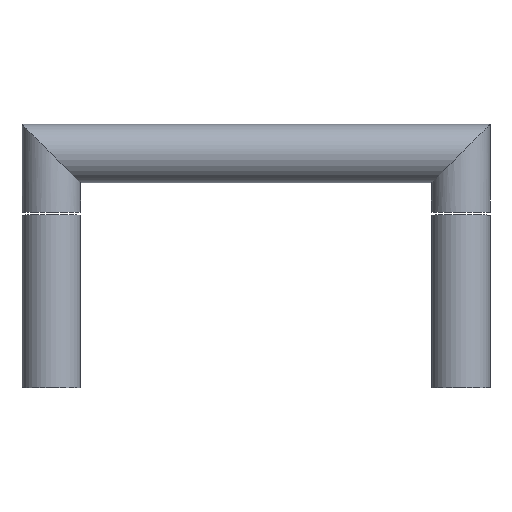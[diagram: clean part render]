
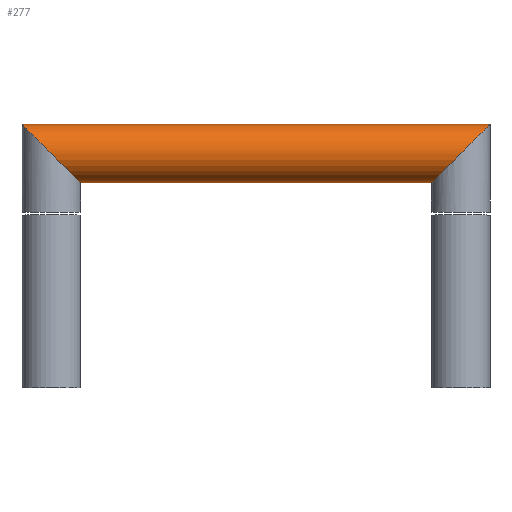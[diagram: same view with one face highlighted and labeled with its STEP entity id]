
A CAD part, top view. The second image highlights one B-rep face of the part: STEP entity #277.
In plain terms, the highlighted cylindrical face has radius 10 mm (diameter 20 mm), a partial arc.
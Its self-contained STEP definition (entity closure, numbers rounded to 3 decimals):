
#55=CARTESIAN_POINT('Axis2P3D Location',(0.,80.,0.)) ;
#60=CARTESIAN_POINT('Line Origine',(0.,70.,0.)) ;
#64=CARTESIAN_POINT('Vertex',(-60.,70.,0.)) ;
#66=CARTESIAN_POINT('Vertex',(60.,70.,0.)) ;
#101=CARTESIAN_POINT('Vertex',(-80.,90.,0.)) ;
#104=CARTESIAN_POINT('Line Origine',(0.,90.,0.)) ;
#108=CARTESIAN_POINT('Vertex',(80.,90.,0.)) ;
#186=CARTESIAN_POINT('Control Point',(80.,90.,0.)) ;
#187=CARTESIAN_POINT('Control Point',(80.,90.,1.15)) ;
#188=CARTESIAN_POINT('Control Point',(79.835,89.835,2.3)) ;
#189=CARTESIAN_POINT('Control Point',(79.504,89.504,3.381)) ;
#190=CARTESIAN_POINT('Control Point',(78.707,88.707,5.126)) ;
#191=CARTESIAN_POINT('Control Point',(77.632,87.632,6.53)) ;
#192=CARTESIAN_POINT('Control Point',(77.118,87.118,7.082)) ;
#193=CARTESIAN_POINT('Control Point',(75.518,85.518,8.515)) ;
#194=CARTESIAN_POINT('Control Point',(73.719,83.719,9.418)) ;
#195=CARTESIAN_POINT('Control Point',(72.493,82.493,9.806)) ;
#196=CARTESIAN_POINT('Control Point',(71.247,81.247,10.)) ;
#197=CARTESIAN_POINT('Control Point',(70.,80.,10.)) ;
#198=CARTESIAN_POINT('Vertex',(70.,80.,10.)) ;
#202=CARTESIAN_POINT('Control Point',(70.,80.,10.)) ;
#203=CARTESIAN_POINT('Control Point',(69.037,79.037,10.)) ;
#204=CARTESIAN_POINT('Control Point',(68.074,78.074,9.884)) ;
#205=CARTESIAN_POINT('Control Point',(67.12,77.12,9.652)) ;
#206=CARTESIAN_POINT('Control Point',(65.354,75.354,8.987)) ;
#207=CARTESIAN_POINT('Control Point',(63.712,73.712,7.861)) ;
#208=CARTESIAN_POINT('Control Point',(62.977,72.977,7.222)) ;
#209=CARTESIAN_POINT('Control Point',(61.974,71.974,6.103)) ;
#210=CARTESIAN_POINT('Control Point',(61.163,71.163,4.725)) ;
#211=CARTESIAN_POINT('Control Point',(60.924,70.924,4.25)) ;
#212=CARTESIAN_POINT('Control Point',(60.47,70.47,3.173)) ;
#213=CARTESIAN_POINT('Control Point',(60.168,70.168,1.993)) ;
#214=CARTESIAN_POINT('Control Point',(60.056,70.056,1.337)) ;
#215=CARTESIAN_POINT('Control Point',(60.,70.,0.668)) ;
#216=CARTESIAN_POINT('Control Point',(60.,70.,0.)) ;
#237=CARTESIAN_POINT('Control Point',(-70.,80.,10.)) ;
#238=CARTESIAN_POINT('Control Point',(-69.037,79.037,10.)) ;
#239=CARTESIAN_POINT('Control Point',(-68.074,78.074,9.884)) ;
#240=CARTESIAN_POINT('Control Point',(-67.12,77.12,9.652)) ;
#241=CARTESIAN_POINT('Control Point',(-65.354,75.354,8.987)) ;
#242=CARTESIAN_POINT('Control Point',(-63.712,73.712,7.861)) ;
#243=CARTESIAN_POINT('Control Point',(-62.977,72.977,7.222)) ;
#244=CARTESIAN_POINT('Control Point',(-61.974,71.974,6.103)) ;
#245=CARTESIAN_POINT('Control Point',(-61.163,71.163,4.725)) ;
#246=CARTESIAN_POINT('Control Point',(-60.924,70.924,4.25)) ;
#247=CARTESIAN_POINT('Control Point',(-60.47,70.47,3.173)) ;
#248=CARTESIAN_POINT('Control Point',(-60.168,70.168,1.993)) ;
#249=CARTESIAN_POINT('Control Point',(-60.056,70.056,1.337)) ;
#250=CARTESIAN_POINT('Control Point',(-60.,70.,0.668)) ;
#251=CARTESIAN_POINT('Control Point',(-60.,70.,0.)) ;
#252=CARTESIAN_POINT('Vertex',(-70.,80.,10.)) ;
#256=CARTESIAN_POINT('Control Point',(-80.,90.,0.)) ;
#257=CARTESIAN_POINT('Control Point',(-80.,90.,1.15)) ;
#258=CARTESIAN_POINT('Control Point',(-79.835,89.835,2.3)) ;
#259=CARTESIAN_POINT('Control Point',(-79.504,89.504,3.381)) ;
#260=CARTESIAN_POINT('Control Point',(-78.707,88.707,5.126)) ;
#261=CARTESIAN_POINT('Control Point',(-77.632,87.632,6.53)) ;
#262=CARTESIAN_POINT('Control Point',(-77.118,87.118,7.082)) ;
#263=CARTESIAN_POINT('Control Point',(-75.518,85.518,8.515)) ;
#264=CARTESIAN_POINT('Control Point',(-73.719,83.719,9.418)) ;
#265=CARTESIAN_POINT('Control Point',(-72.493,82.493,9.806)) ;
#266=CARTESIAN_POINT('Control Point',(-71.247,81.247,10.)) ;
#267=CARTESIAN_POINT('Control Point',(-70.,80.,10.)) ;
#62=VECTOR('Line Direction',#61,1.) ;
#106=VECTOR('Line Direction',#105,1.) ;
#56=DIRECTION('Axis2P3D Direction',(1.,0.,0.)) ;
#57=DIRECTION('Axis2P3D XDirection',(0.,1.,0.)) ;
#61=DIRECTION('Vector Direction',(1.,0.,0.)) ;
#105=DIRECTION('Vector Direction',(1.,0.,0.)) ;
#58=AXIS2_PLACEMENT_3D('Cylinder Axis2P3D',#55,#56,#57) ;
#63=LINE('Line',#60,#62) ;
#107=LINE('Line',#104,#106) ;
#59=CYLINDRICAL_SURFACE('generated cylinder',#58,10.) ;
#68=EDGE_CURVE('',#65,#67,#63,.T.) ;
#110=EDGE_CURVE('',#102,#109,#107,.T.) ;
#200=EDGE_CURVE('',#109,#199,#185,.T.) ;
#217=EDGE_CURVE('',#199,#67,#201,.T.) ;
#254=EDGE_CURVE('',#253,#65,#236,.T.) ;
#268=EDGE_CURVE('',#102,#253,#255,.T.) ;
#270=ORIENTED_EDGE('',*,*,#254,.T.) ;
#271=ORIENTED_EDGE('',*,*,#68,.T.) ;
#272=ORIENTED_EDGE('',*,*,#217,.F.) ;
#273=ORIENTED_EDGE('',*,*,#200,.F.) ;
#274=ORIENTED_EDGE('',*,*,#110,.F.) ;
#275=ORIENTED_EDGE('',*,*,#268,.T.) ;
#269=EDGE_LOOP('',(#270,#271,#272,#273,#274,#275)) ;
#65=VERTEX_POINT('',#64) ;
#67=VERTEX_POINT('',#66) ;
#102=VERTEX_POINT('',#101) ;
#109=VERTEX_POINT('',#108) ;
#199=VERTEX_POINT('',#198) ;
#253=VERTEX_POINT('',#252) ;
#277=ADVANCED_FACE('PartBody',(#276),#59,.T.) ;
#185=B_SPLINE_CURVE_WITH_KNOTS('',5,(#186,#187,#188,#189,#190,#191,#192,#193,#194,#195,#196,#197),.UNSPECIFIED.,.F.,.U.,(6,3,3,6),(0.,8.131,14.545,27.012),.UNSPECIFIED.) ;
#201=B_SPLINE_CURVE_WITH_KNOTS('',5,(#202,#203,#204,#205,#206,#207,#208,#209,#210,#211,#212,#213,#214,#215,#216),.UNSPECIFIED.,.F.,.U.,(6,3,3,3,6),(27.012,36.644,45.188,49.293,54.019),.UNSPECIFIED.) ;
#236=B_SPLINE_CURVE_WITH_KNOTS('',5,(#237,#238,#239,#240,#241,#242,#243,#244,#245,#246,#247,#248,#249,#250,#251),.UNSPECIFIED.,.F.,.U.,(6,3,3,3,6),(27.012,36.644,45.188,49.293,54.019),.UNSPECIFIED.) ;
#255=B_SPLINE_CURVE_WITH_KNOTS('',5,(#256,#257,#258,#259,#260,#261,#262,#263,#264,#265,#266,#267),.UNSPECIFIED.,.F.,.U.,(6,3,3,6),(0.,8.131,14.545,27.012),.UNSPECIFIED.) ;
#276=FACE_OUTER_BOUND('',#269,.T.) ;
